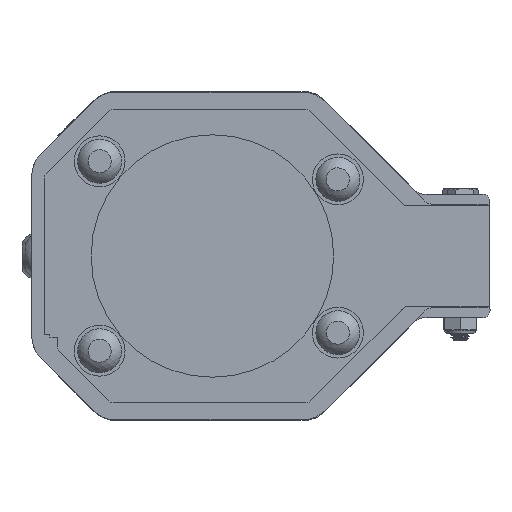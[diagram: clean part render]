
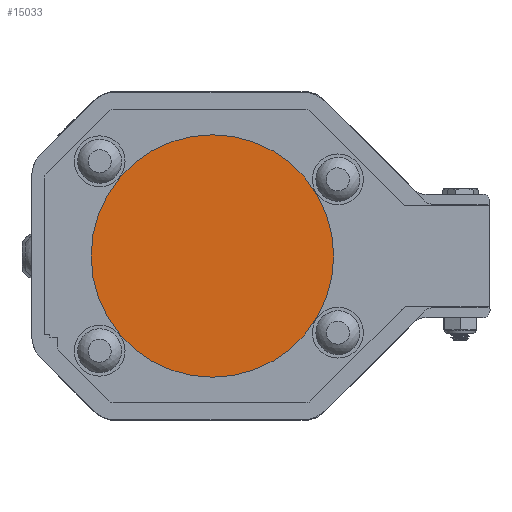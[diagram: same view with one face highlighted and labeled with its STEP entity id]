
A CAD part, left-side view. The second image highlights one B-rep face of the part: STEP entity #15033.
In plain terms, the highlighted planar face has unit normal (-1, 0, 0).
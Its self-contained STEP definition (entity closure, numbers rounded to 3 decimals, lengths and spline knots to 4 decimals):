
#2062=PLANE('',#16560);
#3401=CIRCLE('',#16558,1.0325);
#4295=FACE_OUTER_BOUND('',#5566,.T.);
#5566=EDGE_LOOP('',(#12176));
#7841=VERTEX_POINT('',#62219);
#9433=EDGE_CURVE('',#7841,#7841,#3401,.T.);
#12176=ORIENTED_EDGE('',*,*,#9433,.T.);
#15033=ADVANCED_FACE('',(#4295),#2062,.F.);
#16558=AXIS2_PLACEMENT_3D('',#62220,#19628,#19629);
#16560=AXIS2_PLACEMENT_3D('',#62223,#19632,#19633);
#19628=DIRECTION('center_axis',(-1.,0.,0.));
#19629=DIRECTION('ref_axis',(0.,0.,
-1.));
#19632=DIRECTION('center_axis',(1.,0.,0.));
#19633=DIRECTION('ref_axis',(0.,0.,-1.));
#62219=CARTESIAN_POINT('',(-4.1514,1.1451,2.4887));
#62220=CARTESIAN_POINT('Origin',(-4.1514,1.1451,1.4562));
#62223=CARTESIAN_POINT('Origin',(-4.1514,1.1451,1.4562));
